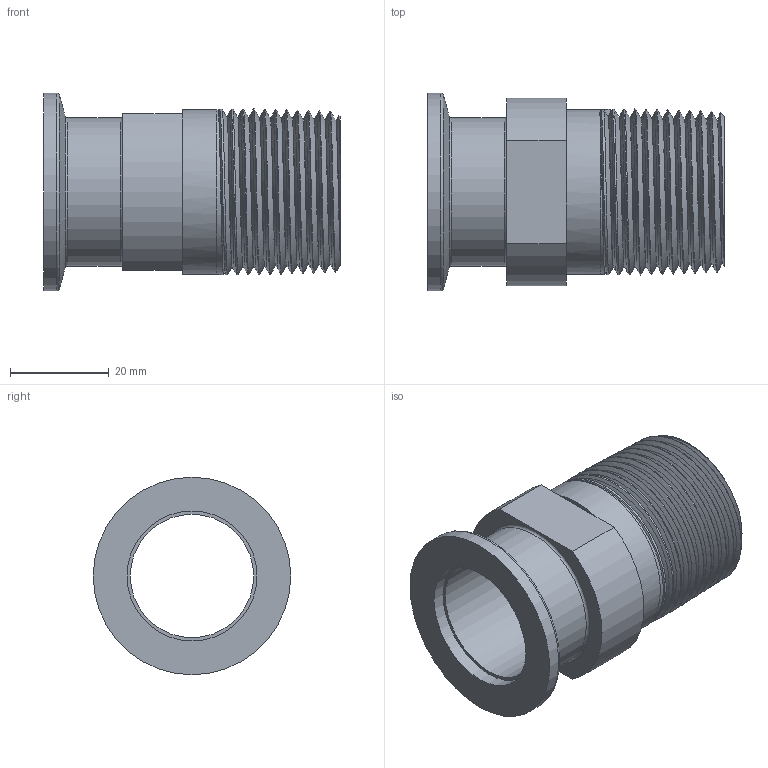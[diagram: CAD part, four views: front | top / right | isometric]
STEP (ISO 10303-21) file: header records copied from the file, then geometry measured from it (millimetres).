
FILE_DESCRIPTION (( 'STEP AP214' ), '1' );
FILE_NAME ('1KF25NM1FULLVAC.STEP', '2025-04-17T08:05:01', ( '' ), ( '' ), 'SwSTEP 2.0', 'SolidWorks 2017', '' );
FILE_SCHEMA (( 'AUTOMOTIVE_DESIGN' ));
Length unit declared in the file: millimetre
Products named in the file (1): 1KF25NM1FULLVAC
Bounding box: 60 x 40 x 40 mm (x, y, z)
Volume: 22104 mm3; surface area: 15049.6 mm2
Topology: 1 solids, 1 shells, 35 faces, 197 edges, 166 vertices
Faces by surface type: plane 13, bspline 8, cylinder 7, cone 4, torus 3
Full cylindrical faces by diameter (mm): 25 x1, 26.3 x1, 30 x1, 33.401 x1, 40 x1
Entity records: 13722 total; most frequent: CARTESIAN_POINT 12419, ORIENTED_EDGE 370, EDGE_CURVE 185, VERTEX_POINT 163, B_SPLINE_CURVE_WITH_KNOTS 139, DIRECTION 122, EDGE_LOOP 48, AXIS2_PLACEMENT_3D 48
